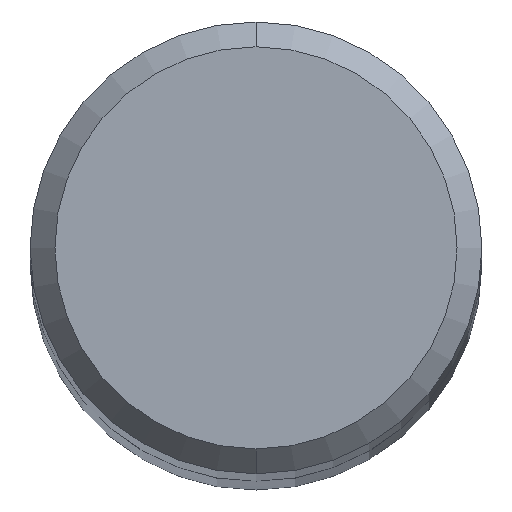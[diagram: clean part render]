
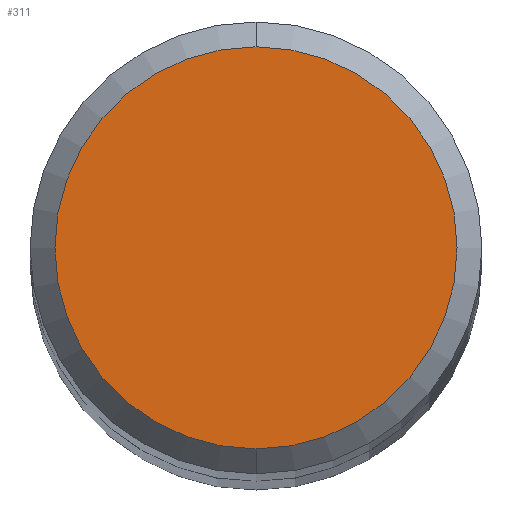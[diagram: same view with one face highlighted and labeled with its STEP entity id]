
A CAD part, top view. The second image highlights one B-rep face of the part: STEP entity #311.
In plain terms, the highlighted planar face has unit normal (0, 0, 1).
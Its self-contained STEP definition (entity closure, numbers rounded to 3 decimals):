
#207=EDGE_CURVE('',#305,#307,#488,.T.);
#291=EDGE_CURVE('',#307,#305,#582,.T.);
#305=VERTEX_POINT('',#596);
#307=VERTEX_POINT('',#598);
#311=ADVANCED_FACE('',(#602),#603,.T.);
#488=CIRCLE('',#819,4.05);
#582=CIRCLE('',#1044,4.05);
#596=CARTESIAN_POINT('',(0.,-4.05,0.0));
#598=CARTESIAN_POINT('',(0.0,4.05,0.0));
#602=FACE_OUTER_BOUND('',#1096,.T.);
#603=PLANE('',#1097);
#819=AXIS2_PLACEMENT_3D('',#1406,#1407,#1408);
#1044=AXIS2_PLACEMENT_3D('',#1527,#1528,#1529);
#1096=EDGE_LOOP('',(#1536,#1537));
#1097=AXIS2_PLACEMENT_3D('',#1538,#1539,#1540);
#1406=CARTESIAN_POINT('',(0.0,0.0,0.0));
#1407=DIRECTION('',(0.0,0.0,-1.0));
#1408=DIRECTION('',(0.0,1.0,0.0));
#1527=CARTESIAN_POINT('',(0.0,0.0,0.0));
#1528=DIRECTION('',(0.0,0.0,-1.0));
#1529=DIRECTION('',(0.0,1.0,0.0));
#1536=ORIENTED_EDGE('',*,*,#291,.F.);
#1537=ORIENTED_EDGE('',*,*,#207,.F.);
#1538=CARTESIAN_POINT('',(0.0,2.025,0.0));
#1539=DIRECTION('',(-0.0,0.0,1.0));
#1540=DIRECTION('',(0.0,-1.0,0.0));
